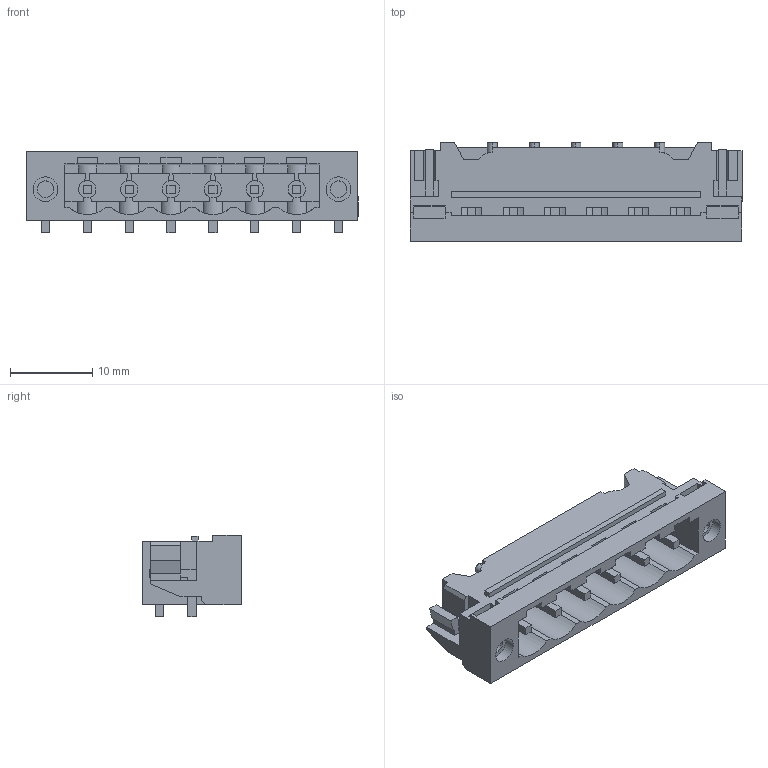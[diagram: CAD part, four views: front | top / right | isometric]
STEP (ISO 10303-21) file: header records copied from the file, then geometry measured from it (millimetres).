
FILE_DESCRIPTION(('CATIA V5 STEP Exchange','CAx-IF Rec.Pracs.--- Model Styling and Organization---1.4--- 2014-01-23'),'2;1');
FILE_NAME ('D1455878_0_1775274001_1775274001.stp','2019-01-09T12:39:19+00:00',('none'),('Weidmueller'),'CATIA Version 5-6 Release 2016 SP3 HF44','CATIA V5 STEP AP214','none');
FILE_SCHEMA(('AUTOMOTIVE_DESIGN { 1 0 10303 214 1 1 1 1 }'));
Length unit declared in the file: millimetre
Products named in the file (1): 1775274001
Bounding box: 40.28 x 12 x 9.93 mm (x, y, z)
Volume: 1619.5 mm3; surface area: 3444.7 mm2
Topology: 9 solids, 9 shells, 447 faces, 1378 edges, 941 vertices
Faces by surface type: plane 379, cylinder 60, extrusion 8
Entity records: 15365 total; most frequent: CARTESIAN_POINT 3339, ORIENTED_EDGE 2756, DIRECTION 1867, EDGE_CURVE 1378, VECTOR 1129, LINE 1121, VERTEX_POINT 941, EDGE_LOOP 471
